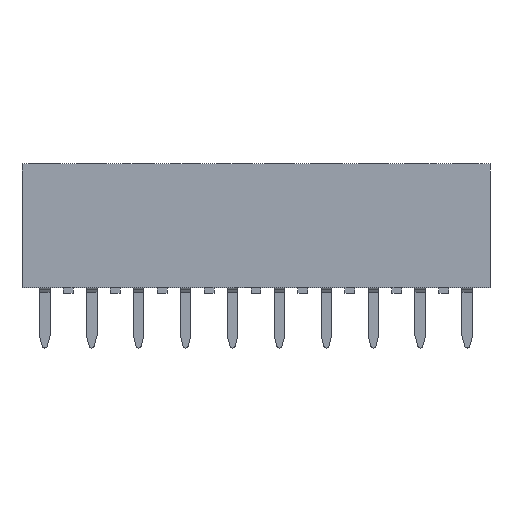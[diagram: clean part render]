
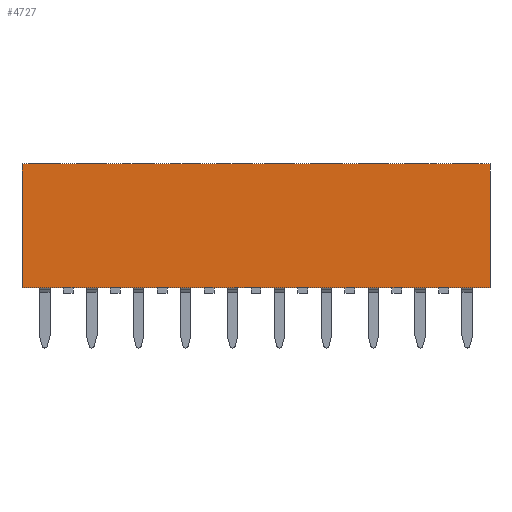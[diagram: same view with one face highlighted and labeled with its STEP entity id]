
A CAD part, front view. The second image highlights one B-rep face of the part: STEP entity #4727.
In plain terms, the highlighted free-form (B-spline) face has degree [1, 1] with [2, 2] control points.
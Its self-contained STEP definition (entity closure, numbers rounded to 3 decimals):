
#4539=CARTESIAN_POINT('',(12.66,-1.27,7.0));
#4540=VERTEX_POINT('',#4539);
#4555=CARTESIAN_POINT('',(-12.66,-1.27,7.0));
#4556=VERTEX_POINT('',#4555);
#4563=CARTESIAN_POINT('',(12.66,-1.27,7.0));
#4564=DIRECTION('',(-1.0,0.0,0.0));
#4565=VECTOR('',#4564,25.32);
#4566=LINE('',#4563,#4565);
#4567=EDGE_CURVE('',#4540,#4556,#4566,.T.);
#4637=CARTESIAN_POINT('',(12.66,-1.27,0.3));
#4638=VERTEX_POINT('',#4637);
#4647=CARTESIAN_POINT('',(-12.66,-1.27,0.3));
#4648=VERTEX_POINT('',#4647);
#4649=CARTESIAN_POINT('',(-12.66,-1.27,0.3));
#4650=DIRECTION('',(1.0,0.0,0.0));
#4651=VECTOR('',#4650,25.32);
#4652=LINE('',#4649,#4651);
#4653=EDGE_CURVE('',#4648,#4638,#4652,.T.);
#4699=CARTESIAN_POINT('',(-12.66,-1.27,7.0));
#4700=DIRECTION('',(0.0,0.0,-1.0));
#4701=VECTOR('',#4700,6.7);
#4702=LINE('',#4699,#4701);
#4703=EDGE_CURVE('',#4556,#4648,#4702,.T.);
#4711=CARTESIAN_POINT('',(12.66,-1.27,7.0));
#4712=CARTESIAN_POINT('',(12.66,-1.27,0.3));
#4713=CARTESIAN_POINT('',(-12.66,-1.27,7.0));
#4714=CARTESIAN_POINT('',(-12.66,-1.27,0.3));
#4715=B_SPLINE_SURFACE_WITH_KNOTS('',1,1,((#4711,#4713),(#4712,#4714)),.UNSPECIFIED.,.F.,.F.,.U.,(2,2),(2,2),(0.0,6.7),(0.0,25.32),.UNSPECIFIED.);
#4716=CARTESIAN_POINT('',(12.66,-1.27,7.0));
#4717=DIRECTION('',(0.0,0.0,-1.0));
#4718=VECTOR('',#4717,6.7);
#4719=LINE('',#4716,#4718);
#4720=EDGE_CURVE('',#4540,#4638,#4719,.T.);
#4721=ORIENTED_EDGE('',*,*,#4720,.F.);
#4722=ORIENTED_EDGE('',*,*,#4567,.T.);
#4723=ORIENTED_EDGE('',*,*,#4703,.T.);
#4724=ORIENTED_EDGE('',*,*,#4653,.T.);
#4725=EDGE_LOOP('',(#4721,#4722,#4723,#4724));
#4726=FACE_OUTER_BOUND('',#4725,.T.);
#4727=ADVANCED_FACE('',(#4726),#4715,.F.);
